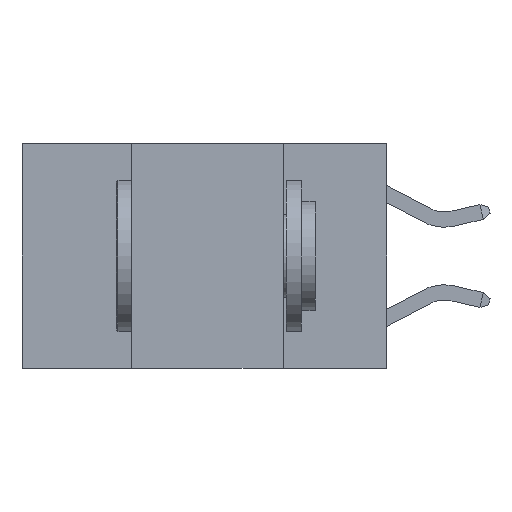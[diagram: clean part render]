
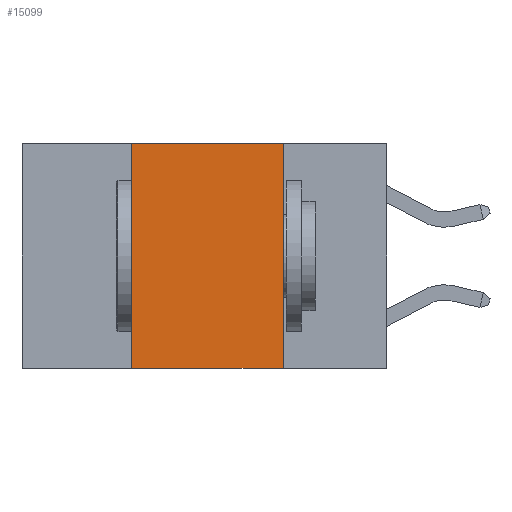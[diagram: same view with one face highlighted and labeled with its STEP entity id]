
A CAD part, left-side view. The second image highlights one B-rep face of the part: STEP entity #15099.
In plain terms, the highlighted planar face has unit normal (-1, 0, 0).
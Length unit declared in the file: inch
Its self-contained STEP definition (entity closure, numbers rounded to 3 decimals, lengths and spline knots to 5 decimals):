
#208 = FACE_OUTER_BOUND ( 'NONE', #12161, .T. ) ;
#219 = CARTESIAN_POINT ( 'NONE',  ( 0., 0.42, -0.37 ) ) ;
#669 = DIRECTION ( 'NONE',  ( 0., 0., -1. ) ) ;
#2012 = DIRECTION ( 'NONE',  ( 0., -1., 0. ) ) ;
#2199 = LINE ( 'NONE', #10163, #19793 ) ;
#2250 = VERTEX_POINT ( 'NONE', #19729 ) ;
#2267 = LINE ( 'NONE', #8900, #15006 ) ;
#2643 = ORIENTED_EDGE ( 'NONE', *, *, #14419, .T. ) ;
#2955 = CARTESIAN_POINT ( 'NONE',  ( 0., 0.17, 0. ) ) ;
#4110 = ORIENTED_EDGE ( 'NONE', *, *, #7874, .F. ) ;
#4114 = CARTESIAN_POINT ( 'NONE',  ( 0., 0.42, 0. ) ) ;
#4186 = CARTESIAN_POINT ( 'NONE',  ( 0., 0.6, -0.37 ) ) ;
#4385 = LINE ( 'NONE', #11021, #5618 ) ;
#5014 = DIRECTION ( 'NONE',  ( 0., -1., 0. ) ) ;
#5617 = ORIENTED_EDGE ( 'NONE', *, *, #18414, .F. ) ;
#5618 = VECTOR ( 'NONE', #5014, 39.37008 ) ;
#6108 = VERTEX_POINT ( 'NONE', #4114 ) ;
#6398 = ORIENTED_EDGE ( 'NONE', *, *, #15544, .F. ) ;
#6861 = DIRECTION ( 'NONE',  ( 1., 0., 0. ) ) ;
#7874 = EDGE_CURVE ( 'NONE', #6108, #11340, #4385, .T. ) ;
#8734 = LINE ( 'NONE', #4186, #11396 ) ;
#8900 = CARTESIAN_POINT ( 'NONE',  ( 0., 0.42, 0. ) ) ;
#10163 = CARTESIAN_POINT ( 'NONE',  ( 0., 0.17, 0. ) ) ;
#11021 = CARTESIAN_POINT ( 'NONE',  ( 0., 0.6, 0. ) ) ;
#11340 = VERTEX_POINT ( 'NONE', #2955 ) ;
#11396 = VECTOR ( 'NONE', #2012, 39.37008 ) ;
#11868 = CARTESIAN_POINT ( 'NONE',  ( 0., 0.6, 0. ) ) ;
#12161 = EDGE_LOOP ( 'NONE', ( #5617, #4110, #6398, #2643 ) ) ;
#14419 = EDGE_CURVE ( 'NONE', #17234, #2250, #8734, .T. ) ;
#15006 = VECTOR ( 'NONE', #21352, 39.37008 ) ;
#15099 = ADVANCED_FACE ( 'NONE', ( #208 ), #15572, .F. ) ;
#15544 = EDGE_CURVE ( 'NONE', #17234, #6108, #2267, .T. ) ;
#15572 = PLANE ( 'NONE',  #21345 ) ;
#17234 = VERTEX_POINT ( 'NONE', #219 ) ;
#18414 = EDGE_CURVE ( 'NONE', #11340, #2250, #2199, .T. ) ;
#19729 = CARTESIAN_POINT ( 'NONE',  ( 0., 0.17, -0.37 ) ) ;
#19793 = VECTOR ( 'NONE', #669, 39.37008 ) ;
#20220 = DIRECTION ( 'NONE',  ( 0., 0., -1. ) ) ;
#21345 = AXIS2_PLACEMENT_3D ( 'NONE', #11868, #6861, #20220 ) ;
#21352 = DIRECTION ( 'NONE',  ( 0., 0., 1. ) ) ;
